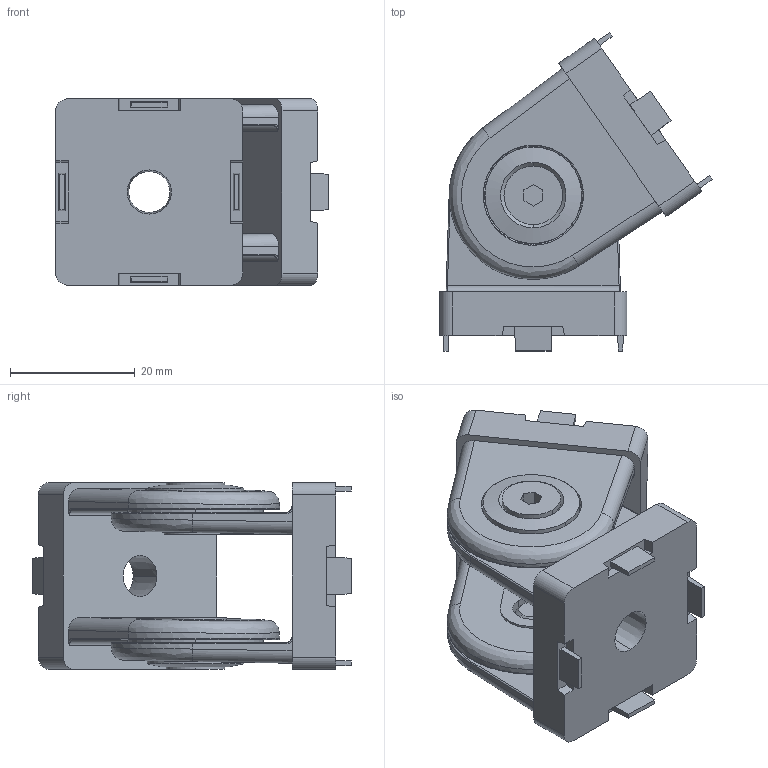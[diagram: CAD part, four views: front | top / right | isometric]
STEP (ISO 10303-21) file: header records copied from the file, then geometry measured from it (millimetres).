
FILE_DESCRIPTION (( 'STEP AP214' ), '1' );
FILE_NAME ('264500603.STEP', '2014-02-20T14:15:21', ( '' ), ( '' ), 'SwSTEP 2.0', 'SolidWorks 2014', '' );
FILE_SCHEMA (( 'AUTOMOTIVE_DESIGN' ));
Length unit declared in the file: millimetre
Products named in the file (1): 264500603
Bounding box: 43.72 x 51.1 x 30 mm (x, y, z)
Volume: 21156.5 mm3; surface area: 14351 mm2
Topology: 8 solids, 8 shells, 333 faces, 795 edges, 504 vertices
Faces by surface type: plane 150, cylinder 94, cone 38, torus 37, bspline 12, sphere 2
Entity records: 14895 total; most frequent: CARTESIAN_POINT 3380, DIRECTION 1612, ORIENTED_EDGE 1590, EDGE_CURVE 795, AXIS2_PLACEMENT_3D 581, VERTEX_POINT 504, VECTOR 450, LINE 450
